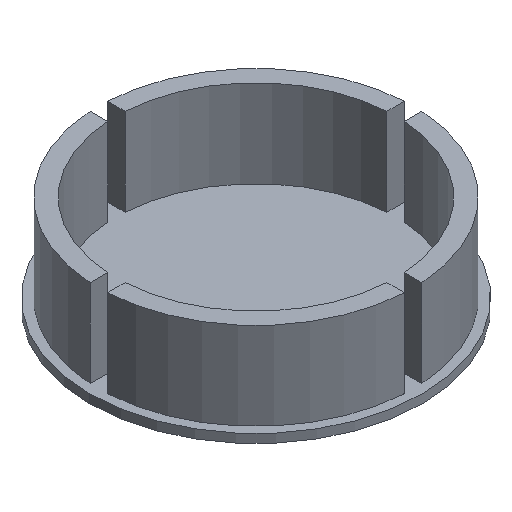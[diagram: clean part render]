
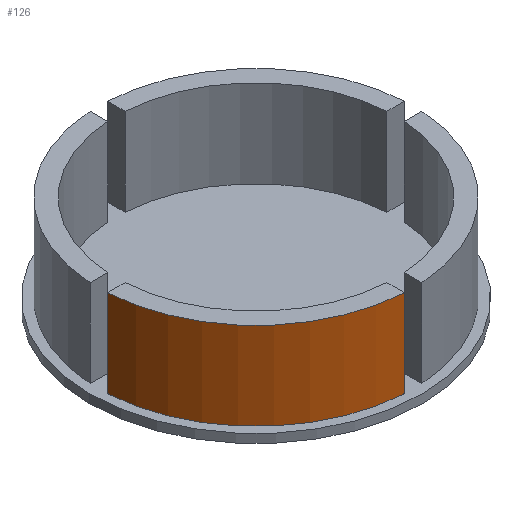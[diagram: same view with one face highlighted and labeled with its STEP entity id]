
A CAD part, isometric view. The second image highlights one B-rep face of the part: STEP entity #126.
In plain terms, the highlighted cylindrical face has radius 18 mm (diameter 36 mm), a partial arc.
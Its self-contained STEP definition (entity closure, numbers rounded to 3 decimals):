
#5 = LINE ( 'NONE', #437, #254 ) ;
#18 = DIRECTION ( 'NONE',  ( 1., 0., 0. ) ) ;
#26 = VECTOR ( 'NONE', #532, 1000. ) ;
#65 = DIRECTION ( 'NONE',  ( 0., 0., 1. ) ) ;
#97 = CARTESIAN_POINT ( 'NONE',  ( -17.972, -1., 11. ) ) ;
#100 = EDGE_CURVE ( 'NONE', #398, #674, #271, .T. ) ;
#102 = EDGE_LOOP ( 'NONE', ( #446, #485, #416, #375 ) ) ;
#124 = VERTEX_POINT ( 'NONE', #462 ) ;
#126 = ADVANCED_FACE ( 'NONE', ( #295 ), #512, .T. ) ;
#131 = CARTESIAN_POINT ( 'NONE',  ( 0., 0., 1. ) ) ;
#133 = DIRECTION ( 'NONE',  ( 1., 0., 0. ) ) ;
#134 = CIRCLE ( 'NONE', #278, 18. ) ;
#188 = CARTESIAN_POINT ( 'NONE',  ( 0., 0., 11. ) ) ;
#191 = AXIS2_PLACEMENT_3D ( 'NONE', #131, #65, #18 ) ;
#223 = VERTEX_POINT ( 'NONE', #97 ) ;
#247 = CIRCLE ( 'NONE', #191, 18. ) ;
#254 = VECTOR ( 'NONE', #652, 1000. ) ;
#264 = AXIS2_PLACEMENT_3D ( 'NONE', #188, #389, #607 ) ;
#271 = LINE ( 'NONE', #484, #26 ) ;
#278 = AXIS2_PLACEMENT_3D ( 'NONE', #348, #667, #133 ) ;
#295 = FACE_OUTER_BOUND ( 'NONE', #102, .T. ) ;
#348 = CARTESIAN_POINT ( 'NONE',  ( 0., 0., 11. ) ) ;
#375 = ORIENTED_EDGE ( 'NONE', *, *, #475, .T. ) ;
#389 = DIRECTION ( 'NONE',  ( 0., 0., -1. ) ) ;
#398 = VERTEX_POINT ( 'NONE', #701 ) ;
#416 = ORIENTED_EDGE ( 'NONE', *, *, #580, .F. ) ;
#437 = CARTESIAN_POINT ( 'NONE',  ( -17.972, -1., 11. ) ) ;
#446 = ORIENTED_EDGE ( 'NONE', *, *, #552, .T. ) ;
#462 = CARTESIAN_POINT ( 'NONE',  ( -17.972, -1., 1. ) ) ;
#475 = EDGE_CURVE ( 'NONE', #223, #124, #5, .T. ) ;
#484 = CARTESIAN_POINT ( 'NONE',  ( -1., -17.972, 11. ) ) ;
#485 = ORIENTED_EDGE ( 'NONE', *, *, #100, .T. ) ;
#512 = CYLINDRICAL_SURFACE ( 'NONE', #264, 18. ) ;
#532 = DIRECTION ( 'NONE',  ( 0., 0., 1. ) ) ;
#550 = CARTESIAN_POINT ( 'NONE',  ( -1., -17.972, 11. ) ) ;
#552 = EDGE_CURVE ( 'NONE', #124, #398, #247, .T. ) ;
#580 = EDGE_CURVE ( 'NONE', #223, #674, #134, .T. ) ;
#607 = DIRECTION ( 'NONE',  ( -1., 0., 0. ) ) ;
#652 = DIRECTION ( 'NONE',  ( 0., 0., -1. ) ) ;
#667 = DIRECTION ( 'NONE',  ( 0., 0., 1. ) ) ;
#674 = VERTEX_POINT ( 'NONE', #550 ) ;
#701 = CARTESIAN_POINT ( 'NONE',  ( -1., -17.972, 1. ) ) ;
